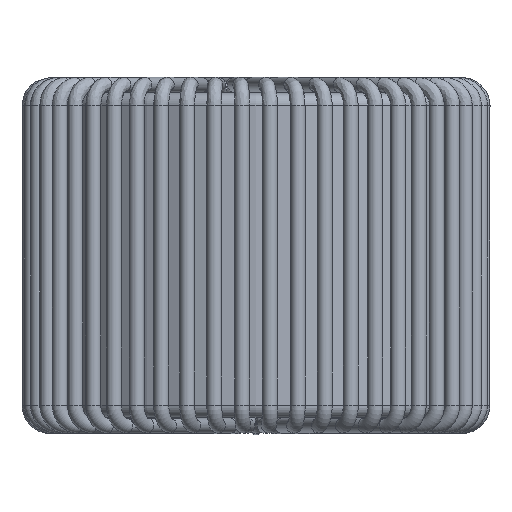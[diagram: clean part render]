
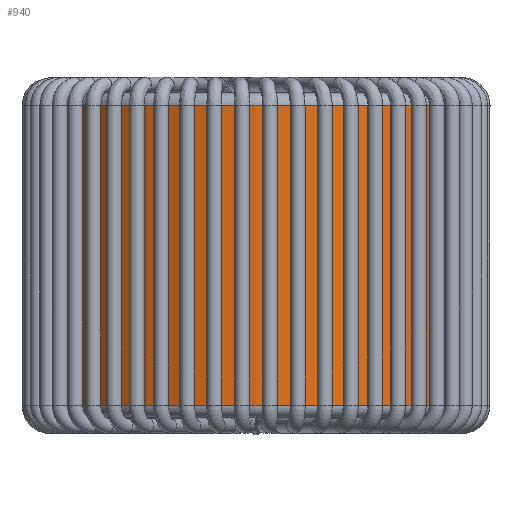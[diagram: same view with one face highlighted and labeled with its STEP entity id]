
A CAD part, top view. The second image highlights one B-rep face of the part: STEP entity #940.
In plain terms, the highlighted cylindrical face has radius 8.75 mm (diameter 17.5 mm), a full revolution.
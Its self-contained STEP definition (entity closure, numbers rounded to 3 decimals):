
#940 = ADVANCED_FACE( '', ( #2289, #2290 ), #2291, .T. );
#2289 = FACE_OUTER_BOUND( '', #14035, .T. );
#2290 = FACE_OUTER_BOUND( '', #14036, .T. );
#2291 = CYLINDRICAL_SURFACE( '', #14037, 8.75 );
#14035 = EDGE_LOOP( '', ( #26848 ) );
#14036 = EDGE_LOOP( '', ( #26849 ) );
#14037 = AXIS2_PLACEMENT_3D( '', #26850, #26851, #26852 );
#26848 = ORIENTED_EDGE( '', *, *, #28325, .T. );
#26849 = ORIENTED_EDGE( '', *, *, #27869, .T. );
#26850 = CARTESIAN_POINT( '', ( 0., -6.5, 0. ) );
#26851 = DIRECTION( '', ( 0., -1., 0. ) );
#26852 = DIRECTION( '', ( 0., 0., 1. ) );
#27869 = EDGE_CURVE( '', #28798, #28798, #28799, .T. );
#28325 = EDGE_CURVE( '', #29514, #29514, #29515, .F. );
#28798 = VERTEX_POINT( '', #30070 );
#28799 = CIRCLE( '', #30071, 8.75 );
#29514 = VERTEX_POINT( '', #30803 );
#29515 = CIRCLE( '', #30804, 8.75 );
#30070 = CARTESIAN_POINT( '', ( 0., -6., 8.75 ) );
#30071 = AXIS2_PLACEMENT_3D( '', #31380, #31381, #31382 );
#30803 = CARTESIAN_POINT( '', ( 0., 6., 8.75 ) );
#30804 = AXIS2_PLACEMENT_3D( '', #32157, #32158, #32159 );
#31380 = CARTESIAN_POINT( '', ( 0., -6., 0. ) );
#31381 = DIRECTION( '', ( 0., 1., 0. ) );
#31382 = DIRECTION( '', ( 0., 0., 1. ) );
#32157 = CARTESIAN_POINT( '', ( 0., 6., 0. ) );
#32158 = DIRECTION( '', ( 0., 1., 0. ) );
#32159 = DIRECTION( '', ( 0., 0., 1. ) );
